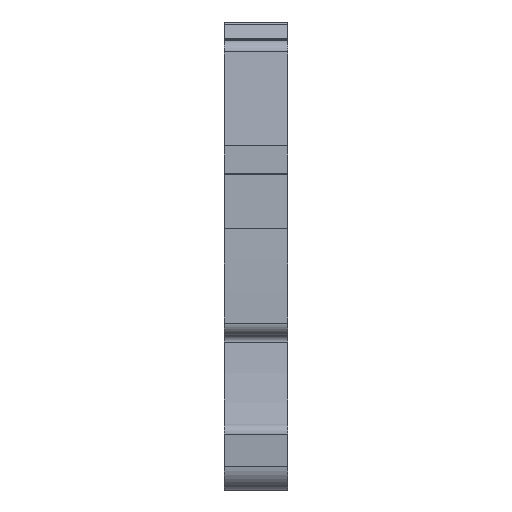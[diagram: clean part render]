
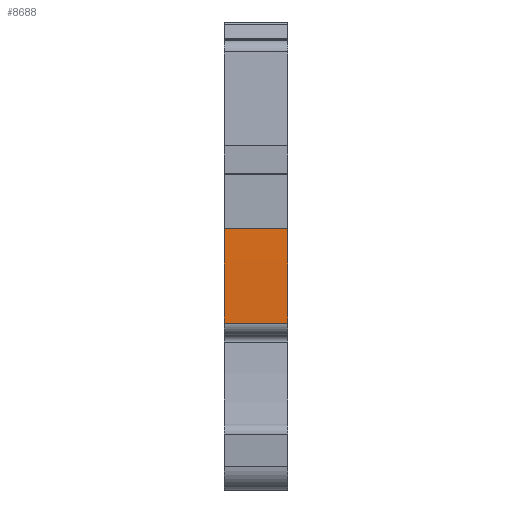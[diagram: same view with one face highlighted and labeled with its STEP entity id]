
A CAD part, front view. The second image highlights one B-rep face of the part: STEP entity #8688.
In plain terms, the highlighted cylindrical face has radius 154.9 mm (diameter 309.8 mm), a partial arc.
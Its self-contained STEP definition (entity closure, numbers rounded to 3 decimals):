
#8661=AXIS2_PLACEMENT_3D('Cylinder Axis2P3D',#8658,#8659,#8660) ;
#8665=AXIS2_PLACEMENT_3D('Circle Axis2P3D',#8663,#8664,$) ;
#8679=AXIS2_PLACEMENT_3D('Circle Axis2P3D',#8677,#8678,$) ;
#8636=CARTESIAN_POINT('Vertex',(0.,1.652,21.05)) ;
#8639=CARTESIAN_POINT('Line Origine',(2.55,1.652,21.05)) ;
#8643=CARTESIAN_POINT('Vertex',(5.1,1.652,21.05)) ;
#8658=CARTESIAN_POINT('Axis2P3D Location',(2.55,156.5,17.05)) ;
#8663=CARTESIAN_POINT('Axis2P3D Location',(0.,156.5,17.05)) ;
#8667=CARTESIAN_POINT('Vertex',(0.,1.642,13.427)) ;
#8670=CARTESIAN_POINT('Line Origine',(2.55,1.642,13.427)) ;
#8674=CARTESIAN_POINT('Vertex',(5.1,1.642,13.427)) ;
#8677=CARTESIAN_POINT('Axis2P3D Location',(5.1,156.5,17.05)) ;
#8640=DIRECTION('Vector Direction',(1.,0.,0.)) ;
#8659=DIRECTION('Axis2P3D Direction',(1.,0.,0.)) ;
#8660=DIRECTION('Axis2P3D XDirection',(0.,-0.993,0.118)) ;
#8664=DIRECTION('Axis2P3D Direction',(1.,0.,0.)) ;
#8671=DIRECTION('Vector Direction',(1.,0.,0.)) ;
#8678=DIRECTION('Axis2P3D Direction',(1.,0.,0.)) ;
#8641=VECTOR('Line Direction',#8640,1.) ;
#8672=VECTOR('Line Direction',#8671,1.) ;
#8683=ORIENTED_EDGE('',*,*,#8669,.T.) ;
#8684=ORIENTED_EDGE('',*,*,#8676,.T.) ;
#8685=ORIENTED_EDGE('',*,*,#8681,.F.) ;
#8686=ORIENTED_EDGE('',*,*,#8645,.F.) ;
#8688=ADVANCED_FACE('Hauptk\X2\00F6\X0\rper',(#8687),#8662,.T.) ;
#8666=CIRCLE('generated circle',#8665,154.9) ;
#8680=CIRCLE('generated circle',#8679,154.9) ;
#8662=CYLINDRICAL_SURFACE('generated cylinder',#8661,154.9) ;
#8645=EDGE_CURVE('',#8637,#8644,#8642,.T.) ;
#8669=EDGE_CURVE('',#8637,#8668,#8666,.T.) ;
#8676=EDGE_CURVE('',#8668,#8675,#8673,.T.) ;
#8681=EDGE_CURVE('',#8644,#8675,#8680,.T.) ;
#8682=EDGE_LOOP('',(#8683,#8684,#8685,#8686)) ;
#8687=FACE_OUTER_BOUND('',#8682,.T.) ;
#8642=LINE('Line',#8639,#8641) ;
#8673=LINE('Line',#8670,#8672) ;
#8637=VERTEX_POINT('',#8636) ;
#8644=VERTEX_POINT('',#8643) ;
#8668=VERTEX_POINT('',#8667) ;
#8675=VERTEX_POINT('',#8674) ;
